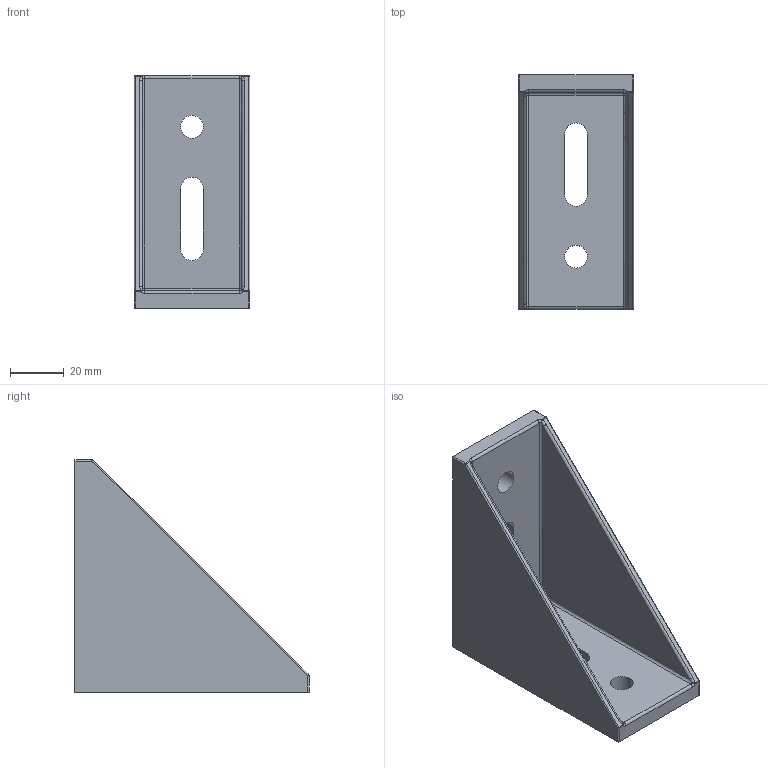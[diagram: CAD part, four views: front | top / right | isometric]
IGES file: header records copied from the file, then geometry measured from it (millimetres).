
Global section: file name: 304387.1.stp.ipt; native system: Autodesk Inventor 2014; preprocessor: unknown; author: zeman; date: 20151020.095856; units: millimetre
Bounding box: 43 x 87 x 86.5 mm (x, y, z)
Volume: 55707.3 mm3; surface area: 30888.3 mm2
Topology: 1 solids, 1 shells, 311 faces, 705 edges, 364 vertices
Faces by surface type: revolution 151, plane 56, cylinder 54, bspline 46, sphere 4
